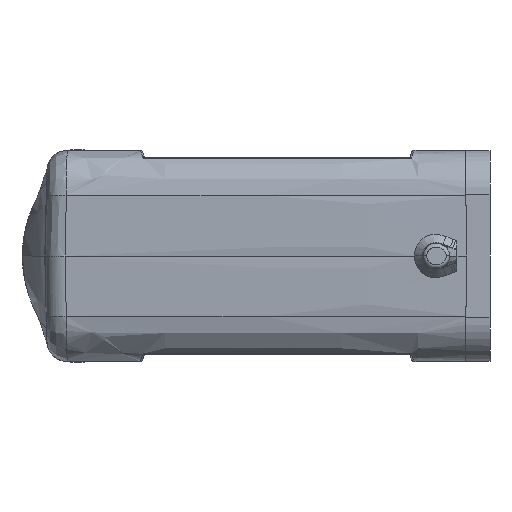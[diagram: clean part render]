
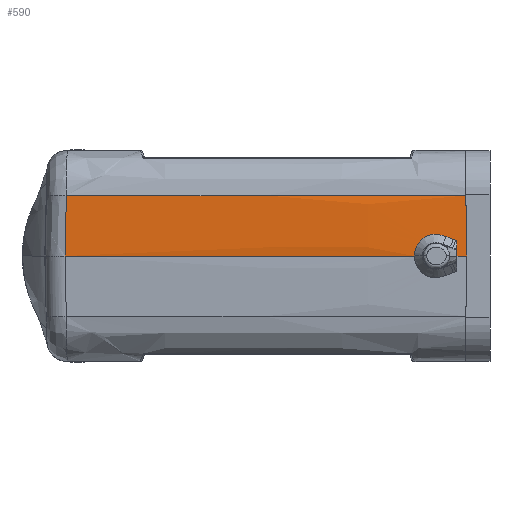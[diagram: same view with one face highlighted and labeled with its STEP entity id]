
A CAD part, front view. The second image highlights one B-rep face of the part: STEP entity #590.
In plain terms, the highlighted face is a extrusion surface.
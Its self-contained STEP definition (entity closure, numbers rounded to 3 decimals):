
#590=ADVANCED_FACE('',(#1023),#855,.F.);
#855=SURFACE_OF_LINEAR_EXTRUSION('',#3872,#865);
#865=VECTOR('',#4471,1.);
#1023=FACE_OUTER_BOUND('',#1265,.T.);
#1265=EDGE_LOOP('',(#1553,#1554,#1555,#1556,#1557,#1558,#1559,#1560,#1561,
#1562,#1563,#1564,#1565));
#1553=ORIENTED_EDGE('',*,*,#3222,.F.);
#1554=ORIENTED_EDGE('',*,*,#3223,.T.);
#1555=ORIENTED_EDGE('',*,*,#3224,.T.);
#1556=ORIENTED_EDGE('',*,*,#3225,.T.);
#1557=ORIENTED_EDGE('',*,*,#3226,.F.);
#1558=ORIENTED_EDGE('',*,*,#3227,.T.);
#1559=ORIENTED_EDGE('',*,*,#3228,.T.);
#1560=ORIENTED_EDGE('',*,*,#3229,.F.);
#1561=ORIENTED_EDGE('',*,*,#3230,.F.);
#1562=ORIENTED_EDGE('',*,*,#3231,.F.);
#1563=ORIENTED_EDGE('',*,*,#3232,.T.);
#1564=ORIENTED_EDGE('',*,*,#3233,.T.);
#1565=ORIENTED_EDGE('',*,*,#3234,.T.);
#2827=VERTEX_POINT('',#5040);
#2828=VERTEX_POINT('',#5041);
#2829=VERTEX_POINT('',#5048);
#2830=VERTEX_POINT('',#5053);
#2831=VERTEX_POINT('',#5058);
#2832=VERTEX_POINT('',#5066);
#2833=VERTEX_POINT('',#5073);
#2834=VERTEX_POINT('',#5082);
#2835=VERTEX_POINT('',#5090);
#2836=VERTEX_POINT('',#5101);
#2837=VERTEX_POINT('',#5106);
#2838=VERTEX_POINT('',#5111);
#2839=VERTEX_POINT('',#5116);
#3222=EDGE_CURVE('',#2827,#2828,#3859,.T.);
#3223=EDGE_CURVE('',#2827,#2829,#3860,.T.);
#3224=EDGE_CURVE('',#2829,#2830,#3861,.T.);
#3225=EDGE_CURVE('',#2830,#2831,#3862,.T.);
#3226=EDGE_CURVE('',#2832,#2831,#3863,.T.);
#3227=EDGE_CURVE('',#2832,#2833,#3864,.T.);
#3228=EDGE_CURVE('',#2833,#2834,#3865,.T.);
#3229=EDGE_CURVE('',#2835,#2834,#3866,.T.);
#3230=EDGE_CURVE('',#2836,#2835,#3867,.T.);
#3231=EDGE_CURVE('',#2837,#2836,#3868,.T.);
#3232=EDGE_CURVE('',#2837,#2838,#3869,.T.);
#3233=EDGE_CURVE('',#2838,#2839,#3870,.T.);
#3234=EDGE_CURVE('',#2839,#2828,#3871,.T.);
#3859=B_SPLINE_CURVE_WITH_KNOTS('',3,(#5036,#5037,#5038,#5039),
 .UNSPECIFIED.,.F.,.F.,(4,4),(0.,1.),.UNSPECIFIED.);
#3860=B_SPLINE_CURVE_WITH_KNOTS('',3,(#5042,#5043,#5044,#5045,#5046,#5047),
 .UNSPECIFIED.,.F.,.F.,(4,2,4),(0.,0.5,1.),.UNSPECIFIED.);
#3861=B_SPLINE_CURVE_WITH_KNOTS('',3,(#5049,#5050,#5051,#5052),
 .UNSPECIFIED.,.F.,.F.,(4,4),(0.,1.),.UNSPECIFIED.);
#3862=B_SPLINE_CURVE_WITH_KNOTS('',3,(#5054,#5055,#5056,#5057),
 .UNSPECIFIED.,.F.,.F.,(4,4),(0.,1.),.UNSPECIFIED.);
#3863=B_SPLINE_CURVE_WITH_KNOTS('',3,(#5059,#5060,#5061,#5062,#5063,#5064,
#5065),.UNSPECIFIED.,.F.,.F.,(4,3,4),(0.,0.681,1.),
 .UNSPECIFIED.);
#3864=B_SPLINE_CURVE_WITH_KNOTS('',3,(#5067,#5068,#5069,#5070,#5071,#5072),
 .UNSPECIFIED.,.F.,.F.,(4,2,4),(0.,0.5,1.),.UNSPECIFIED.);
#3865=B_SPLINE_CURVE_WITH_KNOTS('',3,(#5074,#5075,#5076,#5077,#5078,#5079,
#5080,#5081),.UNSPECIFIED.,.F.,.F.,(4,2,2,4),(0.,0.5,0.75,1.),
 .UNSPECIFIED.);
#3866=B_SPLINE_CURVE_WITH_KNOTS('',3,(#5083,#5084,#5085,#5086,#5087,#5088,
#5089),.UNSPECIFIED.,.F.,.F.,(4,3,4),(0.,0.5,1.),
 .UNSPECIFIED.);
#3867=B_SPLINE_CURVE_WITH_KNOTS('',3,(#5091,#5092,#5093,#5094,#5095,#5096,
#5097,#5098,#5099,#5100),.UNSPECIFIED.,.F.,.F.,(4,3,3,4),(0.,0.295,
0.59,1.),.UNSPECIFIED.);
#3868=B_SPLINE_CURVE_WITH_KNOTS('',3,(#5102,#5103,#5104,#5105),
 .UNSPECIFIED.,.F.,.F.,(4,4),(0.,1.),.UNSPECIFIED.);
#3869=B_SPLINE_CURVE_WITH_KNOTS('',3,(#5107,#5108,#5109,#5110),
 .UNSPECIFIED.,.F.,.F.,(4,4),(0.,1.),.UNSPECIFIED.);
#3870=B_SPLINE_CURVE_WITH_KNOTS('',3,(#5112,#5113,#5114,#5115),
 .UNSPECIFIED.,.F.,.F.,(4,4),(0.,1.),.UNSPECIFIED.);
#3871=B_SPLINE_CURVE_WITH_KNOTS('',3,(#5117,#5118,#5119,#5120,#5121),
 .UNSPECIFIED.,.F.,.F.,(4,1,4),(0.,0.5,1.),.UNSPECIFIED.);
#3872=B_SPLINE_CURVE_WITH_KNOTS('',3,(#5122,#5123,#5124,#5125,#5126,#5127,
#5128,#5129,#5130,#5131),.UNSPECIFIED.,.F.,.F.,(4,1,1,1,1,1,1,4),(0.,0.11,
0.117,0.306,0.5,0.883,
0.898,1.),.UNSPECIFIED.);
#4471=DIRECTION('',(0.,0.017,1.));
#5036=CARTESIAN_POINT('',(1.744,7.55,8.367));
#5037=CARTESIAN_POINT('',(1.793,7.501,5.578));
#5038=CARTESIAN_POINT('',(1.841,7.453,2.789));
#5039=CARTESIAN_POINT('',(1.89,7.404,0.));
#5040=CARTESIAN_POINT('',(1.744,7.55,8.367));
#5041=CARTESIAN_POINT('',(1.89,7.404,0.));
#5042=CARTESIAN_POINT('',(1.744,7.55,8.367));
#5043=CARTESIAN_POINT('',(-2.86,7.543,8.369));
#5044=CARTESIAN_POINT('',(-7.462,7.514,8.371));
#5045=CARTESIAN_POINT('',(-16.664,7.668,8.373));
#5046=CARTESIAN_POINT('',(-21.263,7.846,8.372));
#5047=CARTESIAN_POINT('',(-25.863,8.012,8.371));
#5048=CARTESIAN_POINT('',(-25.863,8.012,8.368));
#5049=CARTESIAN_POINT('',(-25.863,8.012,8.371));
#5050=CARTESIAN_POINT('',(-26.837,8.047,8.371));
#5051=CARTESIAN_POINT('',(-27.812,8.082,8.37));
#5052=CARTESIAN_POINT('',(-28.786,8.116,8.37));
#5053=CARTESIAN_POINT('',(-28.786,8.114,8.368));
#5054=CARTESIAN_POINT('',(-28.786,8.116,8.37));
#5055=CARTESIAN_POINT('',(-37.042,8.404,8.369));
#5056=CARTESIAN_POINT('',(-45.301,8.661,8.368));
#5057=CARTESIAN_POINT('',(-53.558,8.935,8.367));
#5058=CARTESIAN_POINT('',(-53.551,8.935,8.367));
#5059=CARTESIAN_POINT('',(-53.704,8.794,0.));
#5060=CARTESIAN_POINT('',(-53.671,8.826,1.899));
#5061=CARTESIAN_POINT('',(-53.637,8.858,3.799));
#5062=CARTESIAN_POINT('',(-53.604,8.89,5.698));
#5063=CARTESIAN_POINT('',(-53.589,8.905,6.588));
#5064=CARTESIAN_POINT('',(-53.573,8.92,7.477));
#5065=CARTESIAN_POINT('',(-53.558,8.935,8.367));
#5066=CARTESIAN_POINT('',(-53.704,8.794,0.));
#5067=CARTESIAN_POINT('',(-53.704,8.794,0.));
#5068=CARTESIAN_POINT('',(-45.649,8.526,0.));
#5069=CARTESIAN_POINT('',(-37.593,8.276,0.));
#5070=CARTESIAN_POINT('',(-21.483,7.716,0.));
#5071=CARTESIAN_POINT('',(-13.429,7.401,0.));
#5072=CARTESIAN_POINT('',(-5.368,7.393,0.));
#5073=CARTESIAN_POINT('',(-5.368,7.393,0.));
#5074=CARTESIAN_POINT('',(-5.368,7.393,0.));
#5075=CARTESIAN_POINT('',(-5.383,7.411,1.026));
#5076=CARTESIAN_POINT('',(-4.822,7.428,2.035));
#5077=CARTESIAN_POINT('',(-3.513,7.443,2.839));
#5078=CARTESIAN_POINT('',(-3.007,7.446,2.989));
#5079=CARTESIAN_POINT('',(-1.985,7.448,3.012));
#5080=CARTESIAN_POINT('',(-1.487,7.447,2.868));
#5081=CARTESIAN_POINT('',(-1.009,7.445,2.687));
#5082=CARTESIAN_POINT('',(-1.009,7.445,2.687));
#5083=CARTESIAN_POINT('',(0.022,7.44,2.293));
#5084=CARTESIAN_POINT('',(-0.149,7.441,2.36));
#5085=CARTESIAN_POINT('',(-0.321,7.442,2.426));
#5086=CARTESIAN_POINT('',(-0.493,7.443,2.492));
#5087=CARTESIAN_POINT('',(-0.665,7.443,2.557));
#5088=CARTESIAN_POINT('',(-0.837,7.444,2.622));
#5089=CARTESIAN_POINT('',(-1.009,7.445,2.687));
#5090=CARTESIAN_POINT('',(0.022,7.44,2.293));
#5091=CARTESIAN_POINT('',(0.333,7.439,2.176));
#5092=CARTESIAN_POINT('',(0.302,7.439,2.187));
#5093=CARTESIAN_POINT('',(0.271,7.439,2.198));
#5094=CARTESIAN_POINT('',(0.241,7.439,2.21));
#5095=CARTESIAN_POINT('',(0.21,7.44,2.221));
#5096=CARTESIAN_POINT('',(0.18,7.44,2.233));
#5097=CARTESIAN_POINT('',(0.149,7.44,2.244));
#5098=CARTESIAN_POINT('',(0.107,7.44,2.261));
#5099=CARTESIAN_POINT('',(0.065,7.44,2.277));
#5100=CARTESIAN_POINT('',(0.022,7.44,2.293));
#5101=CARTESIAN_POINT('',(0.333,7.439,2.176));
#5102=CARTESIAN_POINT('',(0.49,7.438,2.118));
#5103=CARTESIAN_POINT('',(0.438,7.439,2.138));
#5104=CARTESIAN_POINT('',(0.385,7.439,2.157));
#5105=CARTESIAN_POINT('',(0.333,7.439,2.176));
#5106=CARTESIAN_POINT('',(0.49,7.438,2.118));
#5107=CARTESIAN_POINT('',(0.49,7.438,2.118));
#5108=CARTESIAN_POINT('',(0.49,7.426,1.412));
#5109=CARTESIAN_POINT('',(0.49,7.414,0.706));
#5110=CARTESIAN_POINT('',(0.49,7.401,0.));
#5111=CARTESIAN_POINT('',(0.49,7.401,0.));
#5112=CARTESIAN_POINT('',(0.49,7.401,0.));
#5113=CARTESIAN_POINT('',(0.626,7.402,0.));
#5114=CARTESIAN_POINT('',(0.762,7.402,0.));
#5115=CARTESIAN_POINT('',(0.898,7.402,0.));
#5116=CARTESIAN_POINT('',(0.898,7.402,0.));
#5117=CARTESIAN_POINT('',(0.49,7.401,0.));
#5118=CARTESIAN_POINT('',(0.74,7.402,0.));
#5119=CARTESIAN_POINT('',(1.241,7.403,0.));
#5120=CARTESIAN_POINT('',(1.74,7.404,0.));
#5121=CARTESIAN_POINT('',(1.99,7.404,0.));
#5122=CARTESIAN_POINT('',(10.538,7.384,-0.007));
#5123=CARTESIAN_POINT('',(7.874,7.4,-0.007));
#5124=CARTESIAN_POINT('',(5.025,7.408,-0.006));
#5125=CARTESIAN_POINT('',(-2.413,7.399,-0.003));
#5126=CARTESIAN_POINT('',(-11.883,7.337,0.002));
#5127=CARTESIAN_POINT('',(-30.441,8.055,-0.004));
#5128=CARTESIAN_POINT('',(-44.793,8.496,-0.007));
#5129=CARTESIAN_POINT('',(-56.915,8.901,-0.01));
#5130=CARTESIAN_POINT('',(-59.755,8.995,-0.01));
#5131=CARTESIAN_POINT('',(-62.224,9.075,-0.011));
